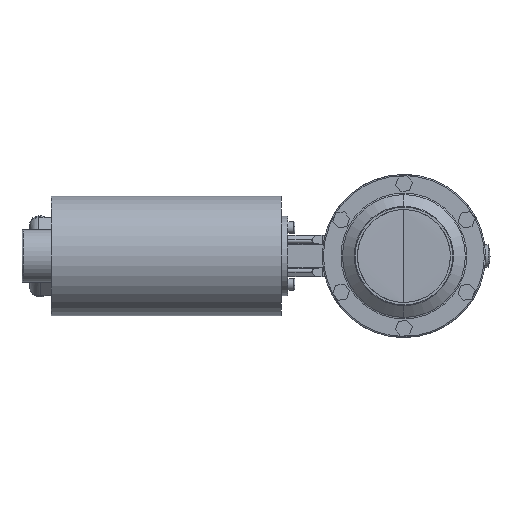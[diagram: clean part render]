
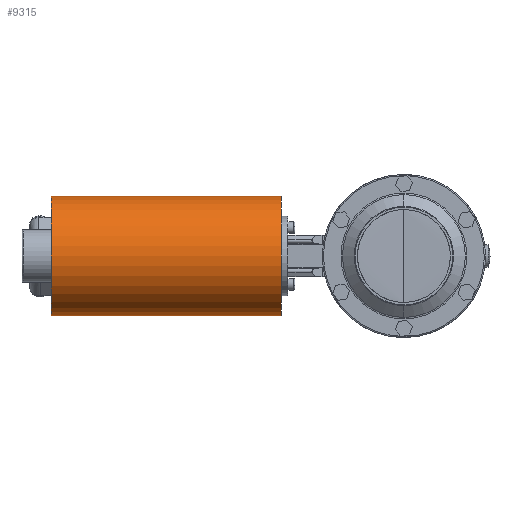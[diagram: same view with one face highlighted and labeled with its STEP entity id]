
A CAD part, left-side view. The second image highlights one B-rep face of the part: STEP entity #9315.
In plain terms, the highlighted cylindrical face has radius 52 mm (diameter 104 mm), a partial arc.
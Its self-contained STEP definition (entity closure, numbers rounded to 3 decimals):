
#759 = DIRECTION ( 'NONE',  ( 0., 0., 1. ) ) ;
#823 = CARTESIAN_POINT ( 'NONE',  ( 0., 307., 52. ) ) ;
#935 = CARTESIAN_POINT ( 'NONE',  ( 0., 307., 0. ) ) ;
#1045 = LINE ( 'NONE', #17255, #11525 ) ;
#1075 = VERTEX_POINT ( 'NONE', #13771 ) ;
#1142 = ORIENTED_EDGE ( 'NONE', *, *, #10133, .T. ) ;
#1667 = EDGE_LOOP ( 'NONE', ( #6130, #4829, #12686, #1142 ) ) ;
#1813 = CARTESIAN_POINT ( 'NONE',  ( 0., 307., 0. ) ) ;
#3032 = DIRECTION ( 'NONE',  ( 0., 0., -1. ) ) ;
#4829 = ORIENTED_EDGE ( 'NONE', *, *, #5198, .F. ) ;
#5198 = EDGE_CURVE ( 'NONE', #16665, #1075, #7409, .T. ) ;
#5605 = EDGE_CURVE ( 'NONE', #1075, #15129, #7422, .T. ) ;
#6130 = ORIENTED_EDGE ( 'NONE', *, *, #5605, .F. ) ;
#6147 = CIRCLE ( 'NONE', #7827, 52. ) ;
#6849 = CARTESIAN_POINT ( 'NONE',  ( 0., 107., 0. ) ) ;
#7409 = CIRCLE ( 'NONE', #16715, 52. ) ;
#7422 = LINE ( 'NONE', #823, #13906 ) ;
#7704 = DIRECTION ( 'NONE',  ( 0., 1., 0. ) ) ;
#7827 = AXIS2_PLACEMENT_3D ( 'NONE', #6849, #9575, #10823 ) ;
#8421 = AXIS2_PLACEMENT_3D ( 'NONE', #1813, #13967, #3032 ) ;
#8587 = CYLINDRICAL_SURFACE ( 'NONE', #8421, 52. ) ;
#9200 = EDGE_CURVE ( 'NONE', #16665, #14471, #1045, .T. ) ;
#9315 = ADVANCED_FACE ( 'NONE', ( #15113 ), #8587, .T. ) ;
#9575 = DIRECTION ( 'NONE',  ( 0., 1., 0. ) ) ;
#10133 = EDGE_CURVE ( 'NONE', #14471, #15129, #6147, .T. ) ;
#10205 = DIRECTION ( 'NONE',  ( 0., -1., 0. ) ) ;
#10823 = DIRECTION ( 'NONE',  ( 0., 0., 1. ) ) ;
#11525 = VECTOR ( 'NONE', #10205, 1000. ) ;
#11570 = CARTESIAN_POINT ( 'NONE',  ( 0., 107., -52. ) ) ;
#12627 = CARTESIAN_POINT ( 'NONE',  ( 0., 307., -52. ) ) ;
#12686 = ORIENTED_EDGE ( 'NONE', *, *, #9200, .T. ) ;
#13486 = CARTESIAN_POINT ( 'NONE',  ( 0., 107., 52. ) ) ;
#13771 = CARTESIAN_POINT ( 'NONE',  ( 0., 307., 52. ) ) ;
#13906 = VECTOR ( 'NONE', #14301, 1000. ) ;
#13967 = DIRECTION ( 'NONE',  ( 0., -1., 0. ) ) ;
#14301 = DIRECTION ( 'NONE',  ( 0., -1., 0. ) ) ;
#14471 = VERTEX_POINT ( 'NONE', #11570 ) ;
#15113 = FACE_OUTER_BOUND ( 'NONE', #1667, .T. ) ;
#15129 = VERTEX_POINT ( 'NONE', #13486 ) ;
#16665 = VERTEX_POINT ( 'NONE', #12627 ) ;
#16715 = AXIS2_PLACEMENT_3D ( 'NONE', #935, #7704, #759 ) ;
#17255 = CARTESIAN_POINT ( 'NONE',  ( 0., 307., -52. ) ) ;
